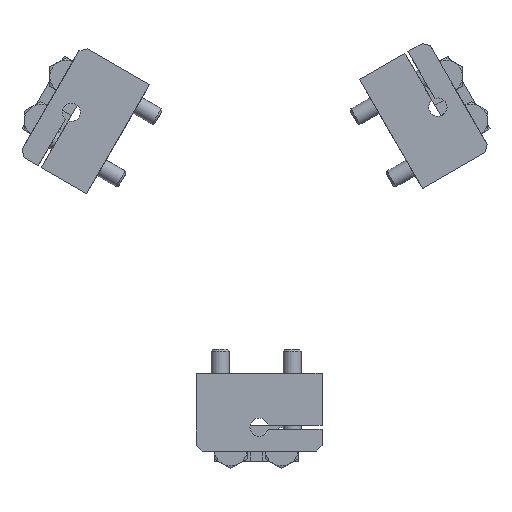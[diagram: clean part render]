
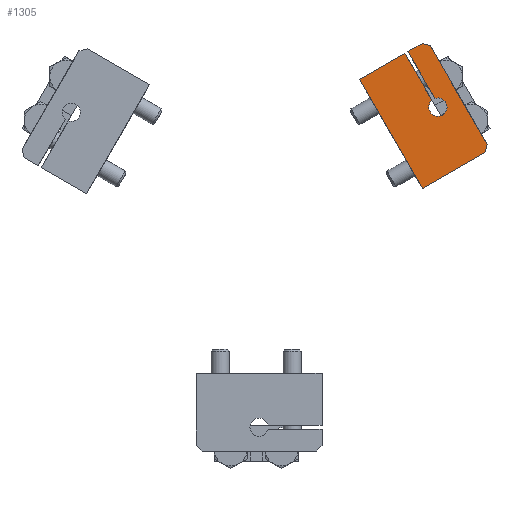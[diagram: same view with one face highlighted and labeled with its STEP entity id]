
A CAD part, front view. The second image highlights one B-rep face of the part: STEP entity #1305.
In plain terms, the highlighted face is planar.
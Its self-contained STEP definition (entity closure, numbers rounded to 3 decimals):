
#150=CIRCLE('',#1441,1.53);
#210=ORIENTED_EDGE('',*,*,#548,.F.);
#211=ORIENTED_EDGE('',*,*,#549,.F.);
#212=ORIENTED_EDGE('',*,*,#543,.T.);
#213=ORIENTED_EDGE('',*,*,#550,.T.);
#214=ORIENTED_EDGE('',*,*,#551,.T.);
#215=ORIENTED_EDGE('',*,*,#552,.T.);
#216=ORIENTED_EDGE('',*,*,#553,.T.);
#217=ORIENTED_EDGE('',*,*,#554,.T.);
#218=ORIENTED_EDGE('',*,*,#545,.T.);
#219=ORIENTED_EDGE('',*,*,#555,.F.);
#543=EDGE_CURVE('',#710,#712,#825,.T.);
#545=EDGE_CURVE('',#715,#713,#827,.T.);
#548=EDGE_CURVE('',#717,#718,#150,.T.);
#549=EDGE_CURVE('',#710,#717,#830,.T.);
#550=EDGE_CURVE('',#712,#719,#831,.T.);
#551=EDGE_CURVE('',#719,#720,#832,.T.);
#552=EDGE_CURVE('',#720,#721,#833,.T.);
#553=EDGE_CURVE('',#721,#722,#834,.T.);
#554=EDGE_CURVE('',#722,#715,#835,.T.);
#555=EDGE_CURVE('',#718,#713,#836,.T.);
#710=VERTEX_POINT('',#2008);
#712=VERTEX_POINT('',#2012);
#713=VERTEX_POINT('',#2016);
#715=VERTEX_POINT('',#2019);
#717=VERTEX_POINT('',#2025);
#718=VERTEX_POINT('',#2026);
#719=VERTEX_POINT('',#2029);
#720=VERTEX_POINT('',#2031);
#721=VERTEX_POINT('',#2033);
#722=VERTEX_POINT('',#2035);
#825=LINE('',#2013,#924);
#827=LINE('',#2018,#926);
#830=LINE('',#2027,#929);
#831=LINE('',#2028,#930);
#832=LINE('',#2030,#931);
#833=LINE('',#2032,#932);
#834=LINE('',#2034,#933);
#835=LINE('',#2036,#934);
#836=LINE('',#2037,#935);
#924=VECTOR('',#1600,1000.);
#926=VECTOR('',#1604,1000.);
#929=VECTOR('',#1611,1000.);
#930=VECTOR('',#1612,1000.);
#931=VECTOR('',#1613,1000.);
#932=VECTOR('',#1614,1000.);
#933=VECTOR('',#1615,1000.);
#934=VECTOR('',#1616,1000.);
#935=VECTOR('',#1617,1000.);
#1022=EDGE_LOOP('',(#210,#211,#212,#213,#214,#215,#216,#217,#218,#219));
#1137=FACE_BOUND('',#1022,.T.);
#1253=PLANE('',#1440);
#1305=ADVANCED_FACE('',(#1137),#1253,.T.);
#1440=AXIS2_PLACEMENT_3D('',#2023,#1607,#1608);
#1441=AXIS2_PLACEMENT_3D('',#2024,#1609,#1610);
#1600=DIRECTION('',(0.,0.,-1.));
#1604=DIRECTION('',(0.,0.,-1.));
#1607=DIRECTION('',(0.,1.,0.));
#1608=DIRECTION('',(0.,0.,1.));
#1609=DIRECTION('',(0.,1.,0.));
#1610=DIRECTION('',(1.,0.,0.));
#1611=DIRECTION('',(-1.,0.,0.));
#1612=DIRECTION('',(-1.,0.,0.));
#1613=DIRECTION('',(0.,0.,1.));
#1614=DIRECTION('',(0.707,0.,0.707));
#1615=DIRECTION('',(1.,0.,0.));
#1616=DIRECTION('',(0.707,0.,-0.707));
#1617=DIRECTION('',(1.,0.,0.));
#2008=CARTESIAN_POINT('',(21.,8.,8.7));
#2012=CARTESIAN_POINT('',(21.,8.,0.));
#2013=CARTESIAN_POINT('',(21.,8.,12.));
#2016=CARTESIAN_POINT('',(21.,8.,9.3));
#2018=CARTESIAN_POINT('',(21.,8.,12.));
#2019=CARTESIAN_POINT('',(21.,8.,12.));
#2023=CARTESIAN_POINT('',(0.,8.,0.));
#2024=CARTESIAN_POINT('',(10.5,8.,9.));
#2025=CARTESIAN_POINT('',(12.,8.,8.7));
#2026=CARTESIAN_POINT('',(12.,8.,9.3));
#2027=CARTESIAN_POINT('',(31.5,8.,8.7));
#2028=CARTESIAN_POINT('',(21.,8.,0.));
#2029=CARTESIAN_POINT('',(0.,8.,0.));
#2030=CARTESIAN_POINT('',(0.,8.,0.));
#2031=CARTESIAN_POINT('',(0.,8.,12.));
#2032=CARTESIAN_POINT('',(0.,8.,12.));
#2033=CARTESIAN_POINT('',(1.,8.,13.));
#2034=CARTESIAN_POINT('',(1.,8.,13.));
#2035=CARTESIAN_POINT('',(20.,8.,13.));
#2036=CARTESIAN_POINT('',(20.,8.,13.));
#2037=CARTESIAN_POINT('',(12.,8.,9.3));
